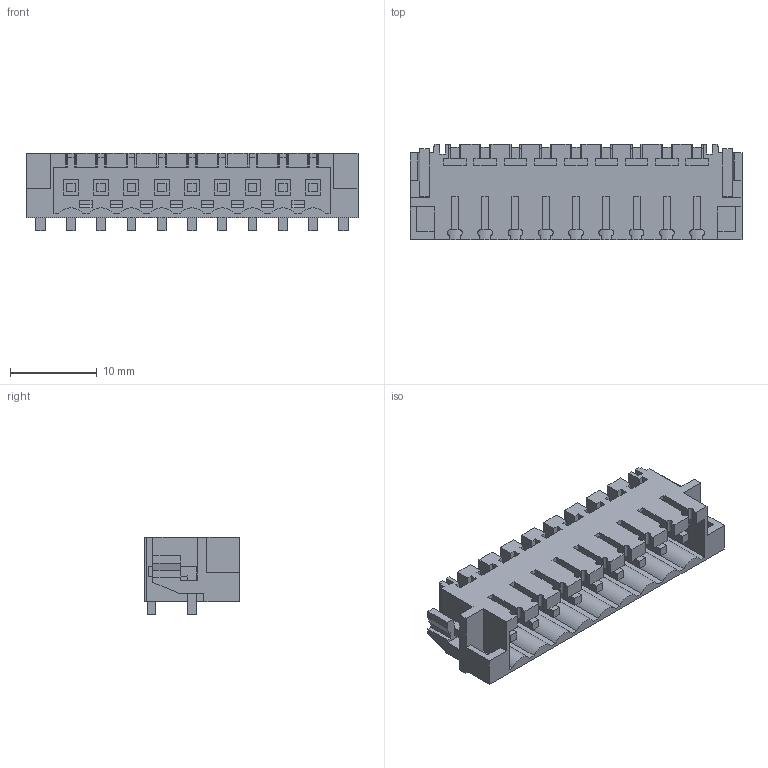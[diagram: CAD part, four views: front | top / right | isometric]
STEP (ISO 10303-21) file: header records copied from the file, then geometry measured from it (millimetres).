
FILE_DESCRIPTION(('CATIA V5 STEP Exchange','CAx-IF Rec.Pracs.--- Model Styling and Organization---1.2---2011-12-15'),'2;1');
FILE_NAME ('D1446204_0_1000650000_1000650000.stp','2018-03-10T07:19:45+00:00',('none'),('Weidmueller'),'CATIA Version 5-6 Release 2014','CATIA V5 STEP AP214','none');
FILE_SCHEMA(('AUTOMOTIVE_DESIGN { 1 0 10303 214 1 1 1 1 }'));
Length unit declared in the file: millimetre
Products named in the file (1): 1000650000
Bounding box: 38.35 x 11.05 x 8.95 mm (x, y, z)
Volume: 1343.7 mm3; surface area: 3571.5 mm2
Topology: 12 solids, 12 shells, 687 faces, 2092 edges, 1444 vertices
Faces by surface type: plane 642, cylinder 45
Entity records: 21581 total; most frequent: ORIENTED_EDGE 4184, CARTESIAN_POINT 3913, DIRECTION 2826, EDGE_CURVE 2092, VECTOR 1996, LINE 1996, VERTEX_POINT 1444, EDGE_LOOP 724
